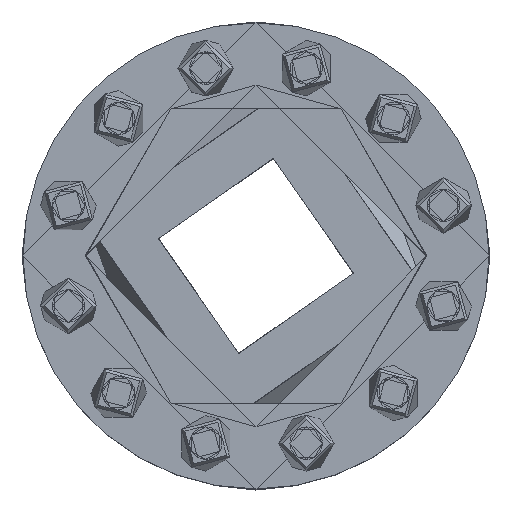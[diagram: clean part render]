
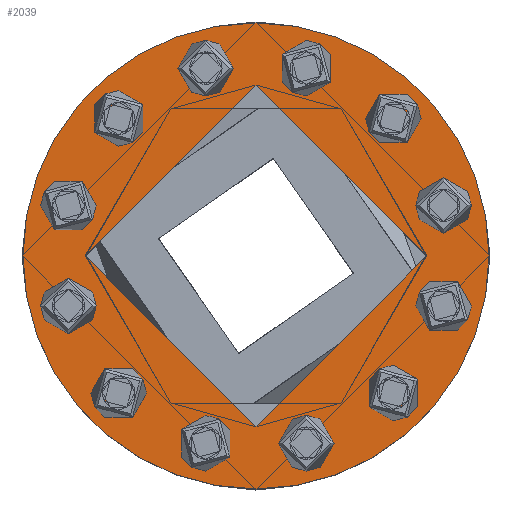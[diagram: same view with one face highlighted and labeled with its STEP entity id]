
A CAD part, top view. The second image highlights one B-rep face of the part: STEP entity #2039.
In plain terms, the highlighted face is planar.
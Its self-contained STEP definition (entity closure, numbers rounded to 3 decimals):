
#2039 = ADVANCED_FACE('',(#2040,#2051,#2062,#2073,#2084,#2095,#2106,
    #2117,#2128,#2139,#2150,#2161,#2172,#2183),#2194,.F.);
#2040 = FACE_BOUND('',#2041,.T.);
#2041 = EDGE_LOOP('',(#2042));
#2042 = ORIENTED_EDGE('',*,*,#2043,.T.);
#2043 = EDGE_CURVE('',#2044,#2044,#2046,.T.);
#2044 = VERTEX_POINT('',#2045);
#2045 = CARTESIAN_POINT('',(-190.004,-56.94,0.));
#2046 = CIRCLE('',#2047,22.5);
#2047 = AXIS2_PLACEMENT_3D('',#2048,#2049,#2050);
#2048 = CARTESIAN_POINT('',(-212.504,-56.94,0.));
#2049 = DIRECTION('',(0.,0.,1.));
#2050 = DIRECTION('',(1.,0.,-0.));
#2051 = FACE_BOUND('',#2052,.T.);
#2052 = EDGE_LOOP('',(#2053));
#2053 = ORIENTED_EDGE('',*,*,#2054,.T.);
#2054 = EDGE_CURVE('',#2055,#2055,#2057,.T.);
#2055 = VERTEX_POINT('',#2056);
#2056 = CARTESIAN_POINT('',(-190.004,56.94,0.));
#2057 = CIRCLE('',#2058,22.5);
#2058 = AXIS2_PLACEMENT_3D('',#2059,#2060,#2061);
#2059 = CARTESIAN_POINT('',(-212.504,56.94,0.));
#2060 = DIRECTION('',(0.,0.,1.));
#2061 = DIRECTION('',(1.,0.,-0.));
#2062 = FACE_BOUND('',#2063,.T.);
#2063 = EDGE_LOOP('',(#2064));
#2064 = ORIENTED_EDGE('',*,*,#2065,.T.);
#2065 = EDGE_CURVE('',#2066,#2066,#2068,.T.);
#2066 = VERTEX_POINT('',#2067);
#2067 = CARTESIAN_POINT('',(-133.063,155.563,0.));
#2068 = CIRCLE('',#2069,22.5);
#2069 = AXIS2_PLACEMENT_3D('',#2070,#2071,#2072);
#2070 = CARTESIAN_POINT('',(-155.563,155.563,0.));
#2071 = DIRECTION('',(0.,0.,1.));
#2072 = DIRECTION('',(1.,0.,-0.));
#2073 = FACE_BOUND('',#2074,.T.);
#2074 = EDGE_LOOP('',(#2075));
#2075 = ORIENTED_EDGE('',*,*,#2076,.T.);
#2076 = EDGE_CURVE('',#2077,#2077,#2079,.T.);
#2077 = VERTEX_POINT('',#2078);
#2078 = CARTESIAN_POINT('',(-34.44,212.504,0.));
#2079 = CIRCLE('',#2080,22.5);
#2080 = AXIS2_PLACEMENT_3D('',#2081,#2082,#2083);
#2081 = CARTESIAN_POINT('',(-56.94,212.504,0.));
#2082 = DIRECTION('',(0.,0.,1.));
#2083 = DIRECTION('',(1.,0.,-0.));
#2084 = FACE_BOUND('',#2085,.T.);
#2085 = EDGE_LOOP('',(#2086));
#2086 = ORIENTED_EDGE('',*,*,#2087,.T.);
#2087 = EDGE_CURVE('',#2088,#2088,#2090,.T.);
#2088 = VERTEX_POINT('',#2089);
#2089 = CARTESIAN_POINT('',(79.44,212.504,0.));
#2090 = CIRCLE('',#2091,22.5);
#2091 = AXIS2_PLACEMENT_3D('',#2092,#2093,#2094);
#2092 = CARTESIAN_POINT('',(56.94,212.504,0.));
#2093 = DIRECTION('',(0.,0.,1.));
#2094 = DIRECTION('',(1.,0.,-0.));
#2095 = FACE_BOUND('',#2096,.T.);
#2096 = EDGE_LOOP('',(#2097));
#2097 = ORIENTED_EDGE('',*,*,#2098,.T.);
#2098 = EDGE_CURVE('',#2099,#2099,#2101,.T.);
#2099 = VERTEX_POINT('',#2100);
#2100 = CARTESIAN_POINT('',(178.063,155.563,0.));
#2101 = CIRCLE('',#2102,22.5);
#2102 = AXIS2_PLACEMENT_3D('',#2103,#2104,#2105);
#2103 = CARTESIAN_POINT('',(155.563,155.563,0.));
#2104 = DIRECTION('',(0.,0.,1.));
#2105 = DIRECTION('',(1.,0.,-0.));
#2106 = FACE_BOUND('',#2107,.T.);
#2107 = EDGE_LOOP('',(#2108));
#2108 = ORIENTED_EDGE('',*,*,#2109,.T.);
#2109 = EDGE_CURVE('',#2110,#2110,#2112,.T.);
#2110 = VERTEX_POINT('',#2111);
#2111 = CARTESIAN_POINT('',(235.004,56.94,0.));
#2112 = CIRCLE('',#2113,22.5);
#2113 = AXIS2_PLACEMENT_3D('',#2114,#2115,#2116);
#2114 = CARTESIAN_POINT('',(212.504,56.94,0.));
#2115 = DIRECTION('',(0.,0.,1.));
#2116 = DIRECTION('',(1.,0.,-0.));
#2117 = FACE_BOUND('',#2118,.T.);
#2118 = EDGE_LOOP('',(#2119));
#2119 = ORIENTED_EDGE('',*,*,#2120,.T.);
#2120 = EDGE_CURVE('',#2121,#2121,#2123,.T.);
#2121 = VERTEX_POINT('',#2122);
#2122 = CARTESIAN_POINT('',(235.004,-56.94,0.));
#2123 = CIRCLE('',#2124,22.5);
#2124 = AXIS2_PLACEMENT_3D('',#2125,#2126,#2127);
#2125 = CARTESIAN_POINT('',(212.504,-56.94,0.));
#2126 = DIRECTION('',(0.,0.,1.));
#2127 = DIRECTION('',(1.,0.,-0.));
#2128 = FACE_BOUND('',#2129,.T.);
#2129 = EDGE_LOOP('',(#2130));
#2130 = ORIENTED_EDGE('',*,*,#2131,.T.);
#2131 = EDGE_CURVE('',#2132,#2132,#2134,.T.);
#2132 = VERTEX_POINT('',#2133);
#2133 = CARTESIAN_POINT('',(178.063,-155.563,0.));
#2134 = CIRCLE('',#2135,22.5);
#2135 = AXIS2_PLACEMENT_3D('',#2136,#2137,#2138);
#2136 = CARTESIAN_POINT('',(155.563,-155.563,0.));
#2137 = DIRECTION('',(0.,0.,1.));
#2138 = DIRECTION('',(1.,0.,-0.));
#2139 = FACE_BOUND('',#2140,.T.);
#2140 = EDGE_LOOP('',(#2141));
#2141 = ORIENTED_EDGE('',*,*,#2142,.T.);
#2142 = EDGE_CURVE('',#2143,#2143,#2145,.T.);
#2143 = VERTEX_POINT('',#2144);
#2144 = CARTESIAN_POINT('',(79.44,-212.504,0.));
#2145 = CIRCLE('',#2146,22.5);
#2146 = AXIS2_PLACEMENT_3D('',#2147,#2148,#2149);
#2147 = CARTESIAN_POINT('',(56.94,-212.504,0.));
#2148 = DIRECTION('',(0.,0.,1.));
#2149 = DIRECTION('',(1.,0.,-0.));
#2150 = FACE_BOUND('',#2151,.T.);
#2151 = EDGE_LOOP('',(#2152));
#2152 = ORIENTED_EDGE('',*,*,#2153,.T.);
#2153 = EDGE_CURVE('',#2154,#2154,#2156,.T.);
#2154 = VERTEX_POINT('',#2155);
#2155 = CARTESIAN_POINT('',(-34.44,-212.504,0.));
#2156 = CIRCLE('',#2157,22.5);
#2157 = AXIS2_PLACEMENT_3D('',#2158,#2159,#2160);
#2158 = CARTESIAN_POINT('',(-56.94,-212.504,0.));
#2159 = DIRECTION('',(0.,0.,1.));
#2160 = DIRECTION('',(1.,0.,-0.));
#2161 = FACE_BOUND('',#2162,.T.);
#2162 = EDGE_LOOP('',(#2163));
#2163 = ORIENTED_EDGE('',*,*,#2164,.T.);
#2164 = EDGE_CURVE('',#2165,#2165,#2167,.T.);
#2165 = VERTEX_POINT('',#2166);
#2166 = CARTESIAN_POINT('',(-133.063,-155.563,0.));
#2167 = CIRCLE('',#2168,22.5);
#2168 = AXIS2_PLACEMENT_3D('',#2169,#2170,#2171);
#2169 = CARTESIAN_POINT('',(-155.563,-155.563,0.));
#2170 = DIRECTION('',(0.,0.,1.));
#2171 = DIRECTION('',(1.,0.,-0.));
#2172 = FACE_BOUND('',#2173,.T.);
#2173 = EDGE_LOOP('',(#2174));
#2174 = ORIENTED_EDGE('',*,*,#2175,.T.);
#2175 = EDGE_CURVE('',#2176,#2176,#2178,.T.);
#2176 = VERTEX_POINT('',#2177);
#2177 = CARTESIAN_POINT('',(264.,0.,0.));
#2178 = CIRCLE('',#2179,264.);
#2179 = AXIS2_PLACEMENT_3D('',#2180,#2181,#2182);
#2180 = CARTESIAN_POINT('',(0.,0.,0.));
#2181 = DIRECTION('',(0.,0.,-1.));
#2182 = DIRECTION('',(1.,0.,0.));
#2183 = FACE_BOUND('',#2184,.T.);
#2184 = EDGE_LOOP('',(#2185));
#2185 = ORIENTED_EDGE('',*,*,#2186,.T.);
#2186 = EDGE_CURVE('',#2187,#2187,#2189,.T.);
#2187 = VERTEX_POINT('',#2188);
#2188 = CARTESIAN_POINT('',(193.5,0.,0.));
#2189 = CIRCLE('',#2190,193.5);
#2190 = AXIS2_PLACEMENT_3D('',#2191,#2192,#2193);
#2191 = CARTESIAN_POINT('',(0.,0.,0.));
#2192 = DIRECTION('',(0.,0.,1.));
#2193 = DIRECTION('',(1.,0.,-0.));
#2194 = PLANE('',#2195);
#2195 = AXIS2_PLACEMENT_3D('',#2196,#2197,#2198);
#2196 = CARTESIAN_POINT('',(0.,0.,0.));
#2197 = DIRECTION('',(0.,0.,1.));
#2198 = DIRECTION('',(1.,0.,-0.));
